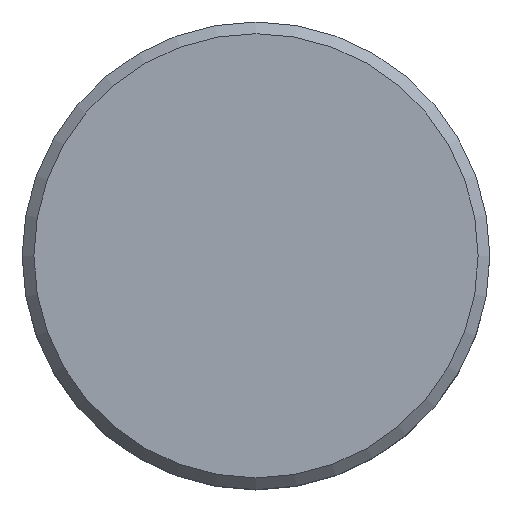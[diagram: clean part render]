
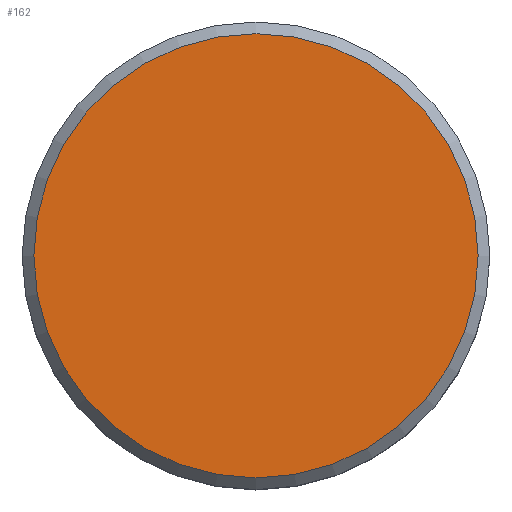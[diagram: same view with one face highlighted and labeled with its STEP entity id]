
A CAD part, top view. The second image highlights one B-rep face of the part: STEP entity #162.
In plain terms, the highlighted planar face has unit normal (0, 0, 1).
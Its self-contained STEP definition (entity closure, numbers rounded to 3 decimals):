
#22=PLANE('',#190);
#30=FACE_OUTER_BOUND('',#42,.T.);
#42=EDGE_LOOP('',(#124));
#78=CIRCLE('',#188,9.5);
#87=VERTEX_POINT('',#265);
#100=EDGE_CURVE('',#87,#87,#78,.T.);
#124=ORIENTED_EDGE('',*,*,#100,.F.);
#162=ADVANCED_FACE('',(#30),#22,.T.);
#188=AXIS2_PLACEMENT_3D('',#266,#212,#213);
#190=AXIS2_PLACEMENT_3D('',#270,#217,#218);
#212=DIRECTION('center_axis',(0.,0.,-1.));
#213=DIRECTION('ref_axis',(-1.,0.,0.));
#217=DIRECTION('center_axis',(0.,0.,1.));
#218=DIRECTION('ref_axis',(1.,0.,0.));
#265=CARTESIAN_POINT('',(319.563,-14.788,30.5));
#266=CARTESIAN_POINT('Origin',(310.063,-14.788,30.5));
#270=CARTESIAN_POINT('Origin',(310.063,-14.788,30.5));
